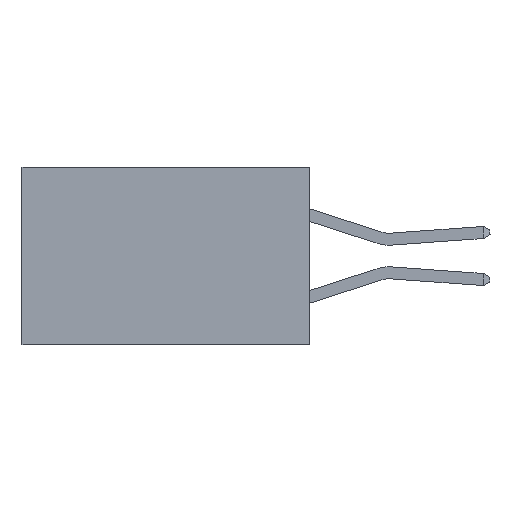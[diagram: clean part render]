
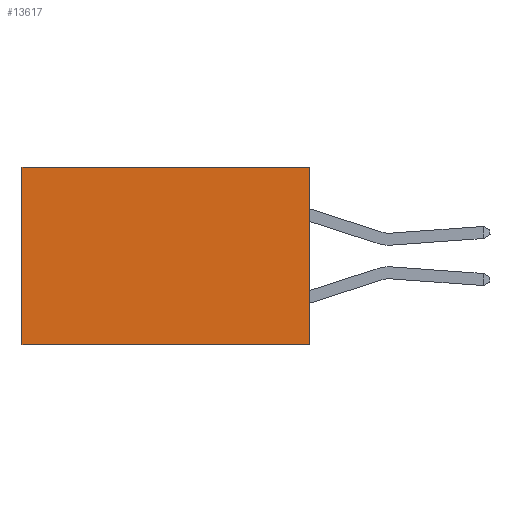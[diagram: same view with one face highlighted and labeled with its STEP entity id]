
A CAD part, left-side view. The second image highlights one B-rep face of the part: STEP entity #13617.
In plain terms, the highlighted planar face has unit normal (-1, 0, 0).
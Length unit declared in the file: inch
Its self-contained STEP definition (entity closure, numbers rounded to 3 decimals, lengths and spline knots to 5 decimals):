
#93 = VERTEX_POINT ( 'NONE', #19697 ) ;
#1825 = VERTEX_POINT ( 'NONE', #5587 ) ;
#1862 = EDGE_LOOP ( 'NONE', ( #10509, #5007, #3408, #10786 ) ) ;
#2536 = CARTESIAN_POINT ( 'NONE',  ( 0.2615, 0.6, 0. ) ) ;
#3234 = VECTOR ( 'NONE', #10374, 39.37008 ) ;
#3408 = ORIENTED_EDGE ( 'NONE', *, *, #4629, .F. ) ;
#4629 = EDGE_CURVE ( 'NONE', #1825, #11415, #23425, .T. ) ;
#5007 = ORIENTED_EDGE ( 'NONE', *, *, #8960, .F. ) ;
#5056 = CARTESIAN_POINT ( 'NONE',  ( 0.2615, 0., -0.37 ) ) ;
#5243 = VECTOR ( 'NONE', #14808, 39.37008 ) ;
#5289 = LINE ( 'NONE', #13412, #5243 ) ;
#5587 = CARTESIAN_POINT ( 'NONE',  ( 0.2615, 0., 0. ) ) ;
#5901 = DIRECTION ( 'NONE',  ( 0., 1., 0. ) ) ;
#6260 = CARTESIAN_POINT ( 'NONE',  ( 0.2615, 0., -0.37 ) ) ;
#6619 = CARTESIAN_POINT ( 'NONE',  ( 0.2615, 0., -0.37 ) ) ;
#7560 = PLANE ( 'NONE',  #18253 ) ;
#8808 = EDGE_CURVE ( 'NONE', #18244, #93, #5289, .T. ) ;
#8960 = EDGE_CURVE ( 'NONE', #11415, #93, #23074, .T. ) ;
#10374 = DIRECTION ( 'NONE',  ( 0., 0., -1. ) ) ;
#10509 = ORIENTED_EDGE ( 'NONE', *, *, #8808, .T. ) ;
#10786 = ORIENTED_EDGE ( 'NONE', *, *, #22102, .T. ) ;
#11415 = VERTEX_POINT ( 'NONE', #5056 ) ;
#11563 = DIRECTION ( 'NONE',  ( 1., 0., 0. ) ) ;
#13412 = CARTESIAN_POINT ( 'NONE',  ( 0.2615, 0.6, -0.37 ) ) ;
#13560 = CARTESIAN_POINT ( 'NONE',  ( 0.2615, 0., -0.37 ) ) ;
#13617 = ADVANCED_FACE ( 'NONE', ( #15207 ), #7560, .F. ) ;
#13735 = DIRECTION ( 'NONE',  ( 0., 1., 0. ) ) ;
#14808 = DIRECTION ( 'NONE',  ( 0., 0., -1. ) ) ;
#15207 = FACE_OUTER_BOUND ( 'NONE', #1862, .T. ) ;
#17449 = DIRECTION ( 'NONE',  ( 0., 0., -1. ) ) ;
#17713 = VECTOR ( 'NONE', #13735, 39.37008 ) ;
#17856 = LINE ( 'NONE', #19625, #17713 ) ;
#18244 = VERTEX_POINT ( 'NONE', #2536 ) ;
#18253 = AXIS2_PLACEMENT_3D ( 'NONE', #13560, #11563, #17449 ) ;
#19625 = CARTESIAN_POINT ( 'NONE',  ( 0.2615, 0., 0. ) ) ;
#19697 = CARTESIAN_POINT ( 'NONE',  ( 0.2615, 0.6, -0.37 ) ) ;
#22102 = EDGE_CURVE ( 'NONE', #1825, #18244, #17856, .T. ) ;
#23074 = LINE ( 'NONE', #6260, #23383 ) ;
#23383 = VECTOR ( 'NONE', #5901, 39.37008 ) ;
#23425 = LINE ( 'NONE', #6619, #3234 ) ;
